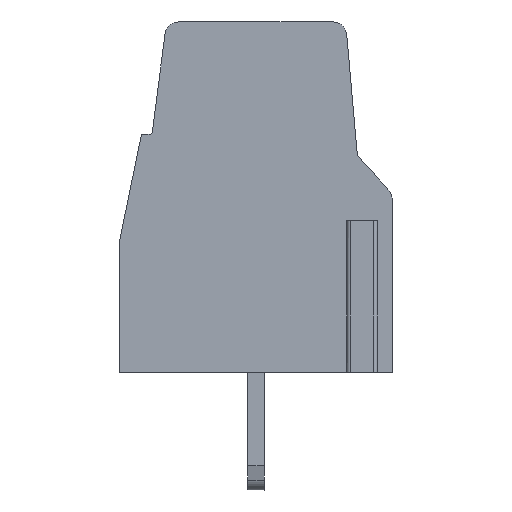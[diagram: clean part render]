
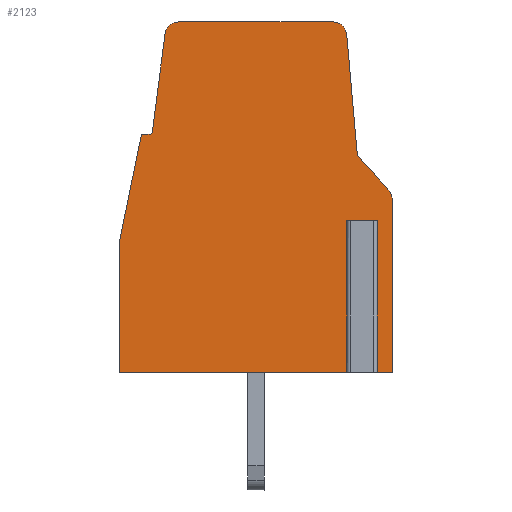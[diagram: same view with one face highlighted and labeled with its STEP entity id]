
A CAD part, left-side view. The second image highlights one B-rep face of the part: STEP entity #2123.
In plain terms, the highlighted planar face has unit normal (-1, 0, 0).
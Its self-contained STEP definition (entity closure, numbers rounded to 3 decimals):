
#1073=AXIS2_PLACEMENT_3D('Circle Axis2P3D',#1071,#1072,$) ;
#1125=AXIS2_PLACEMENT_3D('Circle Axis2P3D',#1123,#1124,$) ;
#1247=AXIS2_PLACEMENT_3D('Circle Axis2P3D',#1245,#1246,$) ;
#1340=AXIS2_PLACEMENT_3D('Circle Axis2P3D',#1338,#1339,$) ;
#2092=AXIS2_PLACEMENT_3D('Plane Axis2P3D',#2089,#2090,#2091) ;
#40=CARTESIAN_POINT('Vertex',(0.5,8.1,3.5)) ;
#126=CARTESIAN_POINT('Vertex',(0.5,0.,3.5)) ;
#129=CARTESIAN_POINT('Line Origine',(0.5,0.226,3.5)) ;
#133=CARTESIAN_POINT('Vertex',(0.5,0.452,3.5)) ;
#258=CARTESIAN_POINT('Vertex',(0.5,1.348,3.5)) ;
#261=CARTESIAN_POINT('Line Origine',(0.5,4.724,3.5)) ;
#448=CARTESIAN_POINT('Vertex',(0.5,0.,8.598)) ;
#451=CARTESIAN_POINT('Line Origine',(0.5,0.,6.049)) ;
#578=CARTESIAN_POINT('Line Origine',(0.5,8.1,5.45)) ;
#582=CARTESIAN_POINT('Vertex',(0.5,8.1,7.4)) ;
#974=CARTESIAN_POINT('Line Origine',(0.5,7.776,8.98)) ;
#978=CARTESIAN_POINT('Vertex',(0.5,7.451,10.56)) ;
#1030=CARTESIAN_POINT('Line Origine',(0.5,7.339,10.56)) ;
#1034=CARTESIAN_POINT('Vertex',(0.5,7.227,10.56)) ;
#1071=CARTESIAN_POINT('Axis2P3D Location',(0.5,7.227,10.66)) ;
#1075=CARTESIAN_POINT('Vertex',(0.5,7.128,10.647)) ;
#1098=CARTESIAN_POINT('Line Origine',(0.5,6.939,12.099)) ;
#1102=CARTESIAN_POINT('Vertex',(0.5,6.751,13.552)) ;
#1123=CARTESIAN_POINT('Axis2P3D Location',(0.5,6.354,13.5)) ;
#1127=CARTESIAN_POINT('Vertex',(0.5,6.354,13.9)) ;
#1164=CARTESIAN_POINT('Line Origine',(0.5,4.054,13.9)) ;
#1168=CARTESIAN_POINT('Vertex',(0.5,1.754,13.9)) ;
#1245=CARTESIAN_POINT('Axis2P3D Location',(0.5,1.754,13.5)) ;
#1249=CARTESIAN_POINT('Vertex',(0.5,1.356,13.535)) ;
#1286=CARTESIAN_POINT('Line Origine',(0.5,1.198,11.731)) ;
#1290=CARTESIAN_POINT('Vertex',(0.5,1.04,9.927)) ;
#1313=CARTESIAN_POINT('Line Origine',(0.5,0.586,9.433)) ;
#1317=CARTESIAN_POINT('Vertex',(0.5,0.132,8.938)) ;
#1338=CARTESIAN_POINT('Axis2P3D Location',(0.5,0.505,8.598)) ;
#2033=CARTESIAN_POINT('Vertex',(0.5,0.452,8.)) ;
#2036=CARTESIAN_POINT('Line Origine',(0.5,0.9,8.)) ;
#2040=CARTESIAN_POINT('Vertex',(0.5,1.348,8.)) ;
#2089=CARTESIAN_POINT('Axis2P3D Location',(0.5,0.,0.)) ;
#2094=CARTESIAN_POINT('Line Origine',(0.5,1.348,5.75)) ;
#2099=CARTESIAN_POINT('Line Origine',(0.5,0.452,5.75)) ;
#130=DIRECTION('Vector Direction',(0.,1.,0.)) ;
#262=DIRECTION('Vector Direction',(0.,1.,0.)) ;
#452=DIRECTION('Vector Direction',(0.,0.,-1.)) ;
#579=DIRECTION('Vector Direction',(0.,0.,1.)) ;
#975=DIRECTION('Vector Direction',(0.,-0.201,0.98)) ;
#1031=DIRECTION('Vector Direction',(0.,-1.,0.)) ;
#1072=DIRECTION('Axis2P3D Direction',(-1.,-0.,0.)) ;
#1099=DIRECTION('Vector Direction',(0.,-0.129,0.992)) ;
#1124=DIRECTION('Axis2P3D Direction',(-1.,0.,0.)) ;
#1165=DIRECTION('Vector Direction',(0.,-1.,0.)) ;
#1246=DIRECTION('Axis2P3D Direction',(-1.,0.,0.)) ;
#1287=DIRECTION('Vector Direction',(0.,-0.087,-0.996)) ;
#1314=DIRECTION('Vector Direction',(0.,-0.677,-0.736)) ;
#1339=DIRECTION('Axis2P3D Direction',(-1.,0.,0.)) ;
#2037=DIRECTION('Vector Direction',(0.,-1.,0.)) ;
#2090=DIRECTION('Axis2P3D Direction',(-1.,0.,0.)) ;
#2091=DIRECTION('Axis2P3D XDirection',(0.,0.,1.)) ;
#2095=DIRECTION('Vector Direction',(0.,0.,1.)) ;
#2100=DIRECTION('Vector Direction',(0.,0.,1.)) ;
#131=VECTOR('Line Direction',#130,1.) ;
#263=VECTOR('Line Direction',#262,1.) ;
#453=VECTOR('Line Direction',#452,1.) ;
#580=VECTOR('Line Direction',#579,1.) ;
#976=VECTOR('Line Direction',#975,1.) ;
#1032=VECTOR('Line Direction',#1031,1.) ;
#1100=VECTOR('Line Direction',#1099,1.) ;
#1166=VECTOR('Line Direction',#1165,1.) ;
#1288=VECTOR('Line Direction',#1287,1.) ;
#1315=VECTOR('Line Direction',#1314,1.) ;
#2038=VECTOR('Line Direction',#2037,1.) ;
#2096=VECTOR('Line Direction',#2095,1.) ;
#2101=VECTOR('Line Direction',#2100,1.) ;
#2105=ORIENTED_EDGE('',*,*,#135,.T.) ;
#2106=ORIENTED_EDGE('',*,*,#455,.T.) ;
#2107=ORIENTED_EDGE('',*,*,#1342,.T.) ;
#2108=ORIENTED_EDGE('',*,*,#1319,.T.) ;
#2109=ORIENTED_EDGE('',*,*,#1292,.T.) ;
#2110=ORIENTED_EDGE('',*,*,#1251,.T.) ;
#2111=ORIENTED_EDGE('',*,*,#1170,.T.) ;
#2112=ORIENTED_EDGE('',*,*,#1129,.T.) ;
#2113=ORIENTED_EDGE('',*,*,#1104,.T.) ;
#2114=ORIENTED_EDGE('',*,*,#1077,.T.) ;
#2115=ORIENTED_EDGE('',*,*,#1036,.T.) ;
#2116=ORIENTED_EDGE('',*,*,#980,.T.) ;
#2117=ORIENTED_EDGE('',*,*,#584,.T.) ;
#2118=ORIENTED_EDGE('',*,*,#265,.T.) ;
#2119=ORIENTED_EDGE('',*,*,#2098,.T.) ;
#2120=ORIENTED_EDGE('',*,*,#2042,.F.) ;
#2121=ORIENTED_EDGE('',*,*,#2103,.F.) ;
#2123=ADVANCED_FACE('HOUSING',(#2122),#2093,.T.) ;
#1074=CIRCLE('generated circle',#1073,0.1) ;
#1126=CIRCLE('generated circle',#1125,0.4) ;
#1248=CIRCLE('generated circle',#1247,0.4) ;
#1341=CIRCLE('generated circle',#1340,0.505) ;
#135=EDGE_CURVE('',#134,#127,#132,.F.) ;
#265=EDGE_CURVE('',#41,#259,#264,.F.) ;
#455=EDGE_CURVE('',#127,#449,#454,.F.) ;
#584=EDGE_CURVE('',#583,#41,#581,.F.) ;
#980=EDGE_CURVE('',#979,#583,#977,.F.) ;
#1036=EDGE_CURVE('',#1035,#979,#1033,.F.) ;
#1077=EDGE_CURVE('',#1076,#1035,#1074,.F.) ;
#1104=EDGE_CURVE('',#1103,#1076,#1101,.F.) ;
#1129=EDGE_CURVE('',#1128,#1103,#1126,.T.) ;
#1170=EDGE_CURVE('',#1169,#1128,#1167,.F.) ;
#1251=EDGE_CURVE('',#1250,#1169,#1248,.T.) ;
#1292=EDGE_CURVE('',#1291,#1250,#1289,.F.) ;
#1319=EDGE_CURVE('',#1318,#1291,#1316,.F.) ;
#1342=EDGE_CURVE('',#449,#1318,#1341,.T.) ;
#2042=EDGE_CURVE('',#2034,#2041,#2039,.F.) ;
#2098=EDGE_CURVE('',#259,#2041,#2097,.T.) ;
#2103=EDGE_CURVE('',#134,#2034,#2102,.T.) ;
#2104=EDGE_LOOP('',(#2105,#2106,#2107,#2108,#2109,#2110,#2111,#2112,#2113,#2114,#2115,#2116,#2117,#2118,#2119,#2120,#2121)) ;
#2122=FACE_OUTER_BOUND('',#2104,.T.) ;
#132=LINE('Line',#129,#131) ;
#264=LINE('Line',#261,#263) ;
#454=LINE('Line',#451,#453) ;
#581=LINE('Line',#578,#580) ;
#977=LINE('Line',#974,#976) ;
#1033=LINE('Line',#1030,#1032) ;
#1101=LINE('Line',#1098,#1100) ;
#1167=LINE('Line',#1164,#1166) ;
#1289=LINE('Line',#1286,#1288) ;
#1316=LINE('Line',#1313,#1315) ;
#2039=LINE('Line',#2036,#2038) ;
#2097=LINE('Line',#2094,#2096) ;
#2102=LINE('Line',#2099,#2101) ;
#2093=PLANE('',#2092) ;
#41=VERTEX_POINT('',#40) ;
#127=VERTEX_POINT('',#126) ;
#134=VERTEX_POINT('',#133) ;
#259=VERTEX_POINT('',#258) ;
#449=VERTEX_POINT('',#448) ;
#583=VERTEX_POINT('',#582) ;
#979=VERTEX_POINT('',#978) ;
#1035=VERTEX_POINT('',#1034) ;
#1076=VERTEX_POINT('',#1075) ;
#1103=VERTEX_POINT('',#1102) ;
#1128=VERTEX_POINT('',#1127) ;
#1169=VERTEX_POINT('',#1168) ;
#1250=VERTEX_POINT('',#1249) ;
#1291=VERTEX_POINT('',#1290) ;
#1318=VERTEX_POINT('',#1317) ;
#2034=VERTEX_POINT('',#2033) ;
#2041=VERTEX_POINT('',#2040) ;
